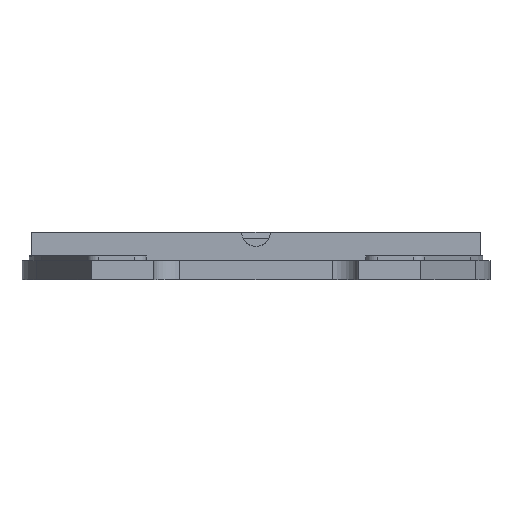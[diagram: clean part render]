
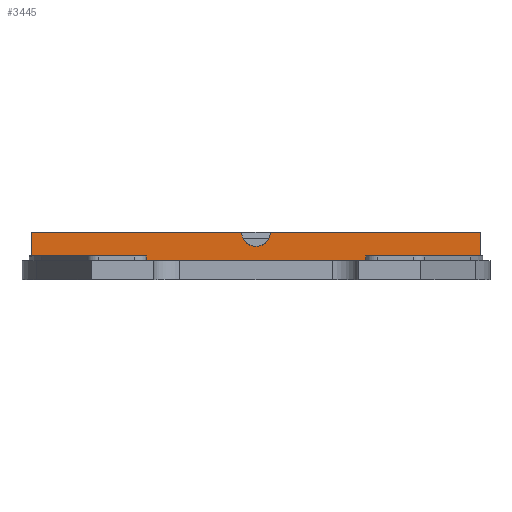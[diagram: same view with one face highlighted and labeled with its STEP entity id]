
A CAD part, front view. The second image highlights one B-rep face of the part: STEP entity #3445.
In plain terms, the highlighted planar face has unit normal (0, -1, 0).
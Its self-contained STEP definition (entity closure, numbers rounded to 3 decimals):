
#126 = PLANE('',#127);
#127 = AXIS2_PLACEMENT_3D('',#128,#129,#130);
#128 = CARTESIAN_POINT('',(0.,-9.518,5.));
#129 = DIRECTION('',(0.,0.,1.));
#130 = DIRECTION('',(1.,0.,0.));
#1191 = VERTEX_POINT('',#1192);
#1192 = CARTESIAN_POINT('',(94.,-18.5,5.));
#1206 = PLANE('',#1207);
#1207 = AXIS2_PLACEMENT_3D('',#1208,#1209,#1210);
#1208 = CARTESIAN_POINT('',(94.,10.,4.576));
#1209 = DIRECTION('',(-1.,0.,0.));
#1210 = DIRECTION('',(0.,0.,-1.));
#1218 = EDGE_CURVE('',#1191,#1219,#1221,.T.);
#1219 = VERTEX_POINT('',#1220);
#1220 = CARTESIAN_POINT('',(-94.,-18.5,5.));
#1221 = SURFACE_CURVE('',#1222,(#1226,#1233),.PCURVE_S1.);
#1222 = LINE('',#1223,#1224);
#1223 = CARTESIAN_POINT('',(94.,-18.5,5.));
#1224 = VECTOR('',#1225,1.);
#1225 = DIRECTION('',(-1.,0.,0.));
#1226 = PCURVE('',#126,#1227);
#1227 = DEFINITIONAL_REPRESENTATION('',(#1228),#1232);
#1228 = LINE('',#1229,#1230);
#1229 = CARTESIAN_POINT('',(94.,-8.982));
#1230 = VECTOR('',#1231,1.);
#1231 = DIRECTION('',(-1.,0.));
#1232 = ( GEOMETRIC_REPRESENTATION_CONTEXT(2) 
PARAMETRIC_REPRESENTATION_CONTEXT() REPRESENTATION_CONTEXT('2D SPACE',''
  ) );
#1233 = PCURVE('',#1234,#1239);
#1234 = PLANE('',#1235);
#1235 = AXIS2_PLACEMENT_3D('',#1236,#1237,#1238);
#1236 = CARTESIAN_POINT('',(-94.,-18.5,-3.));
#1237 = DIRECTION('',(0.,-1.,0.));
#1238 = DIRECTION('',(0.,0.,1.));
#1239 = DEFINITIONAL_REPRESENTATION('',(#1240),#1244);
#1240 = LINE('',#1241,#1242);
#1241 = CARTESIAN_POINT('',(8.,-188.));
#1242 = VECTOR('',#1243,1.);
#1243 = DIRECTION('',(0.,1.));
#1244 = ( GEOMETRIC_REPRESENTATION_CONTEXT(2) 
PARAMETRIC_REPRESENTATION_CONTEXT() REPRESENTATION_CONTEXT('2D SPACE',''
  ) );
#1262 = PLANE('',#1263);
#1263 = AXIS2_PLACEMENT_3D('',#1264,#1265,#1266);
#1264 = CARTESIAN_POINT('',(-94.,10.,4.576));
#1265 = DIRECTION('',(-1.,0.,0.));
#1266 = DIRECTION('',(0.,0.,-1.));
#1491 = PLANE('',#1492);
#1492 = AXIS2_PLACEMENT_3D('',#1493,#1494,#1495);
#1493 = CARTESIAN_POINT('',(-94.,-18.5,17.));
#1494 = DIRECTION('',(0.,0.,1.));
#1495 = DIRECTION('',(0.,1.,0.));
#1537 = CYLINDRICAL_SURFACE('',#1538,6.);
#1538 = AXIS2_PLACEMENT_3D('',#1539,#1540,#1541);
#1539 = CARTESIAN_POINT('',(0.,-18.5,17.));
#1540 = DIRECTION('',(0.,-1.,0.));
#1541 = DIRECTION('',(0.,0.,-1.));
#1652 = PLANE('',#1653);
#1653 = AXIS2_PLACEMENT_3D('',#1654,#1655,#1656);
#1654 = CARTESIAN_POINT('',(-94.,-18.5,17.));
#1655 = DIRECTION('',(0.,0.,1.));
#1656 = DIRECTION('',(0.,1.,0.));
#3353 = EDGE_CURVE('',#1219,#3354,#3356,.T.);
#3354 = VERTEX_POINT('',#3355);
#3355 = CARTESIAN_POINT('',(-94.,-18.5,17.));
#3356 = SURFACE_CURVE('',#3357,(#3361,#3368),.PCURVE_S1.);
#3357 = LINE('',#3358,#3359);
#3358 = CARTESIAN_POINT('',(-94.,-18.5,-3.));
#3359 = VECTOR('',#3360,1.);
#3360 = DIRECTION('',(0.,0.,1.));
#3361 = PCURVE('',#1262,#3362);
#3362 = DEFINITIONAL_REPRESENTATION('',(#3363),#3367);
#3363 = LINE('',#3364,#3365);
#3364 = CARTESIAN_POINT('',(7.576,28.5));
#3365 = VECTOR('',#3366,1.);
#3366 = DIRECTION('',(-1.,0.));
#3367 = ( GEOMETRIC_REPRESENTATION_CONTEXT(2) 
PARAMETRIC_REPRESENTATION_CONTEXT() REPRESENTATION_CONTEXT('2D SPACE',''
  ) );
#3368 = PCURVE('',#1234,#3369);
#3369 = DEFINITIONAL_REPRESENTATION('',(#3370),#3374);
#3370 = LINE('',#3371,#3372);
#3371 = CARTESIAN_POINT('',(0.,0.));
#3372 = VECTOR('',#3373,1.);
#3373 = DIRECTION('',(1.,0.));
#3374 = ( GEOMETRIC_REPRESENTATION_CONTEXT(2) 
PARAMETRIC_REPRESENTATION_CONTEXT() REPRESENTATION_CONTEXT('2D SPACE',''
  ) );
#3402 = EDGE_CURVE('',#1191,#3403,#3405,.T.);
#3403 = VERTEX_POINT('',#3404);
#3404 = CARTESIAN_POINT('',(94.,-18.5,17.));
#3405 = SURFACE_CURVE('',#3406,(#3410,#3417),.PCURVE_S1.);
#3406 = LINE('',#3407,#3408);
#3407 = CARTESIAN_POINT('',(94.,-18.5,-3.));
#3408 = VECTOR('',#3409,1.);
#3409 = DIRECTION('',(0.,0.,1.));
#3410 = PCURVE('',#1206,#3411);
#3411 = DEFINITIONAL_REPRESENTATION('',(#3412),#3416);
#3412 = LINE('',#3413,#3414);
#3413 = CARTESIAN_POINT('',(7.576,28.5));
#3414 = VECTOR('',#3415,1.);
#3415 = DIRECTION('',(-1.,0.));
#3416 = ( GEOMETRIC_REPRESENTATION_CONTEXT(2) 
PARAMETRIC_REPRESENTATION_CONTEXT() REPRESENTATION_CONTEXT('2D SPACE',''
  ) );
#3417 = PCURVE('',#1234,#3418);
#3418 = DEFINITIONAL_REPRESENTATION('',(#3419),#3423);
#3419 = LINE('',#3420,#3421);
#3420 = CARTESIAN_POINT('',(0.,-188.));
#3421 = VECTOR('',#3422,1.);
#3422 = DIRECTION('',(1.,0.));
#3423 = ( GEOMETRIC_REPRESENTATION_CONTEXT(2) 
PARAMETRIC_REPRESENTATION_CONTEXT() REPRESENTATION_CONTEXT('2D SPACE',''
  ) );
#3445 = ADVANCED_FACE('',(#3446),#1234,.T.);
#3446 = FACE_BOUND('',#3447,.T.);
#3447 = EDGE_LOOP('',(#3448,#3449,#3450,#3451,#3474,#3498));
#3448 = ORIENTED_EDGE('',*,*,#3353,.F.);
#3449 = ORIENTED_EDGE('',*,*,#1218,.F.);
#3450 = ORIENTED_EDGE('',*,*,#3402,.T.);
#3451 = ORIENTED_EDGE('',*,*,#3452,.F.);
#3452 = EDGE_CURVE('',#3453,#3403,#3455,.T.);
#3453 = VERTEX_POINT('',#3454);
#3454 = CARTESIAN_POINT('',(6.,-18.5,17.));
#3455 = SURFACE_CURVE('',#3456,(#3460,#3467),.PCURVE_S1.);
#3456 = LINE('',#3457,#3458);
#3457 = CARTESIAN_POINT('',(-94.,-18.5,17.));
#3458 = VECTOR('',#3459,1.);
#3459 = DIRECTION('',(1.,0.,0.));
#3460 = PCURVE('',#1234,#3461);
#3461 = DEFINITIONAL_REPRESENTATION('',(#3462),#3466);
#3462 = LINE('',#3463,#3464);
#3463 = CARTESIAN_POINT('',(20.,0.));
#3464 = VECTOR('',#3465,1.);
#3465 = DIRECTION('',(0.,-1.));
#3466 = ( GEOMETRIC_REPRESENTATION_CONTEXT(2) 
PARAMETRIC_REPRESENTATION_CONTEXT() REPRESENTATION_CONTEXT('2D SPACE',''
  ) );
#3467 = PCURVE('',#1652,#3468);
#3468 = DEFINITIONAL_REPRESENTATION('',(#3469),#3473);
#3469 = LINE('',#3470,#3471);
#3470 = CARTESIAN_POINT('',(0.,0.));
#3471 = VECTOR('',#3472,1.);
#3472 = DIRECTION('',(0.,-1.));
#3473 = ( GEOMETRIC_REPRESENTATION_CONTEXT(2) 
PARAMETRIC_REPRESENTATION_CONTEXT() REPRESENTATION_CONTEXT('2D SPACE',''
  ) );
#3474 = ORIENTED_EDGE('',*,*,#3475,.F.);
#3475 = EDGE_CURVE('',#3476,#3453,#3478,.T.);
#3476 = VERTEX_POINT('',#3477);
#3477 = CARTESIAN_POINT('',(-6.,-18.5,17.));
#3478 = SURFACE_CURVE('',#3479,(#3484,#3491),.PCURVE_S1.);
#3479 = CIRCLE('',#3480,6.);
#3480 = AXIS2_PLACEMENT_3D('',#3481,#3482,#3483);
#3481 = CARTESIAN_POINT('',(0.,-18.5,17.));
#3482 = DIRECTION('',(0.,-1.,0.));
#3483 = DIRECTION('',(0.,0.,-1.));
#3484 = PCURVE('',#1234,#3485);
#3485 = DEFINITIONAL_REPRESENTATION('',(#3486),#3490);
#3486 = CIRCLE('',#3487,6.);
#3487 = AXIS2_PLACEMENT_2D('',#3488,#3489);
#3488 = CARTESIAN_POINT('',(20.,-94.));
#3489 = DIRECTION('',(-1.,0.));
#3490 = ( GEOMETRIC_REPRESENTATION_CONTEXT(2) 
PARAMETRIC_REPRESENTATION_CONTEXT() REPRESENTATION_CONTEXT('2D SPACE',''
  ) );
#3491 = PCURVE('',#1537,#3492);
#3492 = DEFINITIONAL_REPRESENTATION('',(#3493),#3497);
#3493 = LINE('',#3494,#3495);
#3494 = CARTESIAN_POINT('',(0.,0.));
#3495 = VECTOR('',#3496,1.);
#3496 = DIRECTION('',(1.,0.));
#3497 = ( GEOMETRIC_REPRESENTATION_CONTEXT(2) 
PARAMETRIC_REPRESENTATION_CONTEXT() REPRESENTATION_CONTEXT('2D SPACE',''
  ) );
#3498 = ORIENTED_EDGE('',*,*,#3499,.F.);
#3499 = EDGE_CURVE('',#3354,#3476,#3500,.T.);
#3500 = SURFACE_CURVE('',#3501,(#3505,#3512),.PCURVE_S1.);
#3501 = LINE('',#3502,#3503);
#3502 = CARTESIAN_POINT('',(-94.,-18.5,17.));
#3503 = VECTOR('',#3504,1.);
#3504 = DIRECTION('',(1.,0.,0.));
#3505 = PCURVE('',#1234,#3506);
#3506 = DEFINITIONAL_REPRESENTATION('',(#3507),#3511);
#3507 = LINE('',#3508,#3509);
#3508 = CARTESIAN_POINT('',(20.,0.));
#3509 = VECTOR('',#3510,1.);
#3510 = DIRECTION('',(0.,-1.));
#3511 = ( GEOMETRIC_REPRESENTATION_CONTEXT(2) 
PARAMETRIC_REPRESENTATION_CONTEXT() REPRESENTATION_CONTEXT('2D SPACE',''
  ) );
#3512 = PCURVE('',#1491,#3513);
#3513 = DEFINITIONAL_REPRESENTATION('',(#3514),#3518);
#3514 = LINE('',#3515,#3516);
#3515 = CARTESIAN_POINT('',(0.,0.));
#3516 = VECTOR('',#3517,1.);
#3517 = DIRECTION('',(0.,-1.));
#3518 = ( GEOMETRIC_REPRESENTATION_CONTEXT(2) 
PARAMETRIC_REPRESENTATION_CONTEXT() REPRESENTATION_CONTEXT('2D SPACE',''
  ) );
